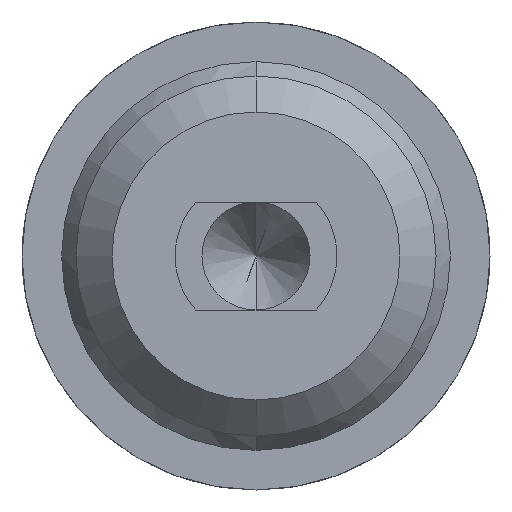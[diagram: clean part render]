
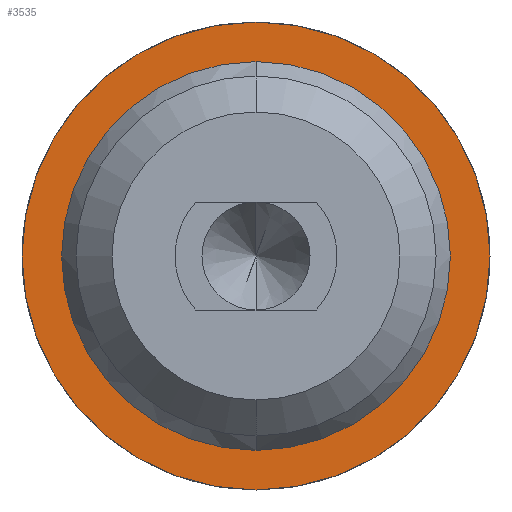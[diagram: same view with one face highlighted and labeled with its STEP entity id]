
A CAD part, front view. The second image highlights one B-rep face of the part: STEP entity #3535.
In plain terms, the highlighted planar face has unit normal (0, -1, 0).
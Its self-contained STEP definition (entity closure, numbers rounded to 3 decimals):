
#15 = DIRECTION ( 'NONE',  ( 0., 0., -1. ) ) ;
#71 = ORIENTED_EDGE ( 'NONE', *, *, #3560, .F. ) ;
#98 = DIRECTION ( 'NONE',  ( 0., 0., -1. ) ) ;
#115 = CARTESIAN_POINT ( 'NONE',  ( 0., 27.9, 0. ) ) ;
#473 = AXIS2_PLACEMENT_3D ( 'NONE', #115, #2447, #1289 ) ;
#475 = VERTEX_POINT ( 'NONE', #480 ) ;
#480 = CARTESIAN_POINT ( 'NONE',  ( 0., 27.9, -1.3 ) ) ;
#504 = AXIS2_PLACEMENT_3D ( 'NONE', #779, #4164, #15 ) ;
#593 = EDGE_LOOP ( 'NONE', ( #2348, #4006 ) ) ;
#662 = DIRECTION ( 'NONE',  ( 0., 0., -1. ) ) ;
#779 = CARTESIAN_POINT ( 'NONE',  ( 1.08, 27.9, 0. ) ) ;
#859 = CARTESIAN_POINT ( 'NONE',  ( 0., 27.9, 0. ) ) ;
#1014 = AXIS2_PLACEMENT_3D ( 'NONE', #859, #3872, #98 ) ;
#1199 = EDGE_CURVE ( 'Defeature ausgef�hrt3_7+Defeature ausgef�hrt3_8+Defeature ausgef�hrt3_8+Defeature ausgef�hrt3_8', #475, #3000, #4549, .T. ) ;
#1235 = FACE_BOUND ( 'NONE', #2663, .T. ) ;
#1289 = DIRECTION ( 'NONE',  ( 0., 0., -1. ) ) ;
#1719 = DIRECTION ( 'NONE',  ( 0., -1., 0. ) ) ;
#1806 = DIRECTION ( 'NONE',  ( 0., -1., 0. ) ) ;
#2077 = CIRCLE ( 'NONE', #3310, 1.3 ) ;
#2237 = AXIS2_PLACEMENT_3D ( 'NONE', #3723, #1806, #662 ) ;
#2325 = PLANE ( 'NONE',  #504 ) ;
#2348 = ORIENTED_EDGE ( 'NONE', *, *, #1199, .T. ) ;
#2447 = DIRECTION ( 'NONE',  ( 0., -1., 0. ) ) ;
#2663 = EDGE_LOOP ( 'NONE', ( #3841, #71 ) ) ;
#2944 = CARTESIAN_POINT ( 'NONE',  ( 0., 27.9, 1.08 ) ) ;
#2957 = VERTEX_POINT ( 'NONE', #3274 ) ;
#3000 = VERTEX_POINT ( 'NONE', #3353 ) ;
#3255 = CARTESIAN_POINT ( 'NONE',  ( 0., 27.9, 0. ) ) ;
#3268 = DIRECTION ( 'NONE',  ( 0., 0., -1. ) ) ;
#3274 = CARTESIAN_POINT ( 'NONE',  ( 0., 27.9, -1.08 ) ) ;
#3310 = AXIS2_PLACEMENT_3D ( 'NONE', #3255, #1719, #3268 ) ;
#3353 = CARTESIAN_POINT ( 'NONE',  ( 0., 27.9, 1.3 ) ) ;
#3435 = EDGE_CURVE ( 'Defeature ausgef�hrt3_6+Defeature ausgef�hrt3_7+Defeature ausgef�hrt3_7+Defeature ausgef�hrt3_7', #2957, #4251, #4300, .T. ) ;
#3535 = ADVANCED_FACE ( 'Defeature ausgef�hrt3_7', ( #4180, #1235 ), #2325, .T. ) ;
#3560 = EDGE_CURVE ( 'Defeature ausgef�hrt3_6+Defeature ausgef�hrt3_7+Defeature ausgef�hrt3_7+Defeature ausgef�hrt3_7', #4251, #2957, #3712, .T. ) ;
#3639 = EDGE_CURVE ( 'Defeature ausgef�hrt3_7+Defeature ausgef�hrt3_8+Defeature ausgef�hrt3_8+Defeature ausgef�hrt3_8', #3000, #475, #2077, .T. ) ;
#3712 = CIRCLE ( 'NONE', #1014, 1.08 ) ;
#3723 = CARTESIAN_POINT ( 'NONE',  ( 0., 27.9, 0. ) ) ;
#3841 = ORIENTED_EDGE ( 'NONE', *, *, #3435, .F. ) ;
#3872 = DIRECTION ( 'NONE',  ( 0., -1., 0. ) ) ;
#4006 = ORIENTED_EDGE ( 'NONE', *, *, #3639, .T. ) ;
#4164 = DIRECTION ( 'NONE',  ( 0., -1., 0. ) ) ;
#4180 = FACE_OUTER_BOUND ( 'NONE', #593, .T. ) ;
#4251 = VERTEX_POINT ( 'NONE', #2944 ) ;
#4300 = CIRCLE ( 'NONE', #2237, 1.08 ) ;
#4549 = CIRCLE ( 'NONE', #473, 1.3 ) ;
